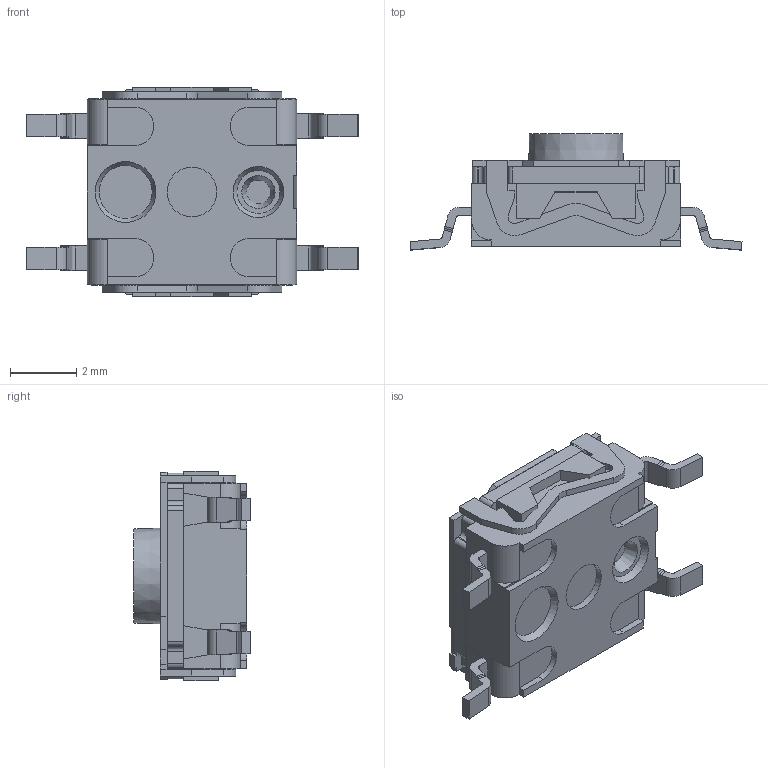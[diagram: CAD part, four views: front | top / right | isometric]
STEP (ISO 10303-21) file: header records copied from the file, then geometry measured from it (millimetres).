
FILE_DESCRIPTION(/* description */ ('STEP AP203'),/* implementation_level */ '2;1');
FILE_NAME(/* name */ 'KSC201GLFS',/* time_stamp */ '2024-12-02T17:53:04+01:00',/* author */ ('License CC BY-ND 4.0'),/* organization */ ('CADENAS'),/* preprocessor_version */ 'ST-DEVELOPER v19.3',/* originating_system */ 'PARTsolutions',/* authorisation */ ' ');
FILE_SCHEMA (('CONFIG_CONTROL_DESIGN'));
Length unit declared in the file: millimetre
Products named in the file (5): KSC201GLFS; KSC2 - body; KSC2  - button; KSC2 - cover; KSC21G_pin
Assembly tree (7 placements, depth 2):
  KSC201GLFS
    KSC2 - body
    KSC2  - button
    KSC2 - cover
    KSC21G_pin  x4
Bounding box: 10 x 3.5 x 6.3 mm (x, y, z)
Volume: 98.6 mm3; surface area: 327.3 mm2
Topology: 7 solids, 7 shells, 284 faces, 795 edges, 526 vertices
Faces by surface type: plane 210, cylinder 70, cone 4
Full cylindrical faces by diameter (mm): 1.5 x1, 3.28 x1
Entity records: 7316 total; most frequent: CARTESIAN_POINT 1277, ORIENTED_EDGE 1254, DIRECTION 1191, EDGE_CURVE 627, LINE 527, VECTOR 527, VERTEX_POINT 418, AXIS2_PLACEMENT_3D 332
